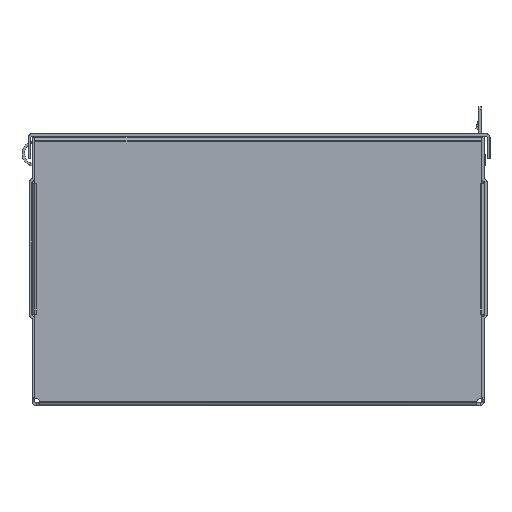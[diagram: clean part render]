
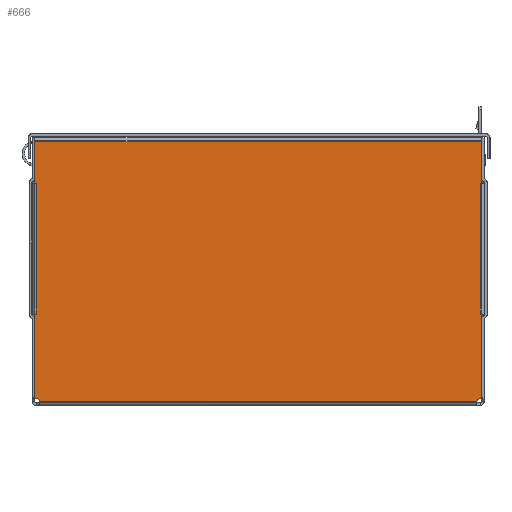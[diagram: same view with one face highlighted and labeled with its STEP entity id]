
A CAD part, left-side view. The second image highlights one B-rep face of the part: STEP entity #666.
In plain terms, the highlighted planar face has unit normal (-1, 0, 0).
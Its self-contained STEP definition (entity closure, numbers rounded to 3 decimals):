
#666 = ADVANCED_FACE( '', ( #1594 ), #1595, .F. );
#1594 = FACE_OUTER_BOUND( '', #2945, .T. );
#1595 = PLANE( '', #2946 );
#2945 = EDGE_LOOP( '', ( #4710, #4711, #4712, #4713, #4714, #4715, #4716, #4717, #4718, #4719, #4720, #4721, #4722, #4723, #4724, #4725, #4726, #4727 ) );
#2946 = AXIS2_PLACEMENT_3D( '', #4728, #4729, #4730 );
#4710 = ORIENTED_EDGE( '', *, *, #8015, .T. );
#4711 = ORIENTED_EDGE( '', *, *, #7709, .T. );
#4712 = ORIENTED_EDGE( '', *, *, #8016, .F. );
#4713 = ORIENTED_EDGE( '', *, *, #8017, .F. );
#4714 = ORIENTED_EDGE( '', *, *, #8018, .F. );
#4715 = ORIENTED_EDGE( '', *, *, #8019, .T. );
#4716 = ORIENTED_EDGE( '', *, *, #8020, .F. );
#4717 = ORIENTED_EDGE( '', *, *, #8021, .T. );
#4718 = ORIENTED_EDGE( '', *, *, #8004, .F. );
#4719 = ORIENTED_EDGE( '', *, *, #8022, .T. );
#4720 = ORIENTED_EDGE( '', *, *, #8023, .T. );
#4721 = ORIENTED_EDGE( '', *, *, #7854, .T. );
#4722 = ORIENTED_EDGE( '', *, *, #8024, .T. );
#4723 = ORIENTED_EDGE( '', *, *, #8025, .F. );
#4724 = ORIENTED_EDGE( '', *, *, #8026, .F. );
#4725 = ORIENTED_EDGE( '', *, *, #8027, .T. );
#4726 = ORIENTED_EDGE( '', *, *, #8028, .F. );
#4727 = ORIENTED_EDGE( '', *, *, #8029, .T. );
#4728 = CARTESIAN_POINT( '', ( -457.2, 887.26, 0. ) );
#4729 = DIRECTION( '', ( 1., 0., 0. ) );
#4730 = DIRECTION( '', ( 0., 0., -1. ) );
#7709 = EDGE_CURVE( '', #9094, #9095, #9096, .T. );
#7854 = EDGE_CURVE( '', #9349, #9356, #9358, .T. );
#8004 = EDGE_CURVE( '', #9606, #9602, #9608, .T. );
#8015 = EDGE_CURVE( '', #9627, #9094, #9628, .T. );
#8016 = EDGE_CURVE( '', #9629, #9095, #9630, .T. );
#8017 = EDGE_CURVE( '', #9631, #9629, #9632, .T. );
#8018 = EDGE_CURVE( '', #9633, #9631, #9634, .T. );
#8019 = EDGE_CURVE( '', #9633, #9635, #9636, .T. );
#8020 = EDGE_CURVE( '', #9637, #9635, #9638, .T. );
#8021 = EDGE_CURVE( '', #9637, #9602, #9639, .T. );
#8022 = EDGE_CURVE( '', #9606, #9293, #9640, .T. );
#8023 = EDGE_CURVE( '', #9293, #9349, #9641, .T. );
#8024 = EDGE_CURVE( '', #9356, #9642, #9643, .T. );
#8025 = EDGE_CURVE( '', #9644, #9642, #9645, .T. );
#8026 = EDGE_CURVE( '', #9441, #9644, #9646, .T. );
#8027 = EDGE_CURVE( '', #9441, #9647, #9648, .T. );
#8028 = EDGE_CURVE( '', #9649, #9647, #9650, .T. );
#8029 = EDGE_CURVE( '', #9649, #9627, #9651, .T. );
#9094 = VERTEX_POINT( '', #11122 );
#9095 = VERTEX_POINT( '', #11123 );
#9096 = LINE( '', #11124, #11125 );
#9293 = VERTEX_POINT( '', #11411 );
#9349 = VERTEX_POINT( '', #11499 );
#9356 = VERTEX_POINT( '', #11512 );
#9358 = CIRCLE( '', #11515, 2.896 );
#9441 = VERTEX_POINT( '', #11624 );
#9602 = VERTEX_POINT( '', #11870 );
#9606 = VERTEX_POINT( '', #11876 );
#9608 = LINE( '', #11879, #11880 );
#9627 = VERTEX_POINT( '', #11901 );
#9628 = LINE( '', #11902, #11903 );
#9629 = VERTEX_POINT( '', #11904 );
#9630 = LINE( '', #11905, #11906 );
#9631 = VERTEX_POINT( '', #11907 );
#9632 = LINE( '', #11908, #11909 );
#9633 = VERTEX_POINT( '', #11910 );
#9634 = LINE( '', #11911, #11912 );
#9635 = VERTEX_POINT( '', #11913 );
#9636 = LINE( '', #11914, #11915 );
#9637 = VERTEX_POINT( '', #11916 );
#9638 = LINE( '', #11917, #11918 );
#9639 = LINE( '', #11919, #11920 );
#9640 = CIRCLE( '', #11921, 2.896 );
#9641 = LINE( '', #11922, #11923 );
#9642 = VERTEX_POINT( '', #11924 );
#9643 = LINE( '', #11925, #11926 );
#9644 = VERTEX_POINT( '', #11927 );
#9645 = LINE( '', #11928, #11929 );
#9646 = LINE( '', #11930, #11931 );
#9647 = VERTEX_POINT( '', #11932 );
#9648 = LINE( '', #11933, #11934 );
#9649 = VERTEX_POINT( '', #11935 );
#9650 = LINE( '', #11936, #11937 );
#9651 = LINE( '', #11938, #11939 );
#11122 = CARTESIAN_POINT( '', ( -457.2, -127.061, 150.063 ) );
#11123 = CARTESIAN_POINT( '', ( -457.2, 127.061, 150.063 ) );
#11124 = CARTESIAN_POINT( '', ( -457.2, -127.061, 150.063 ) );
#11125 = VECTOR( '', #14090, 1000. );
#11411 = CARTESIAN_POINT( '', ( -457.2, 124.452, 2.337 ) );
#11499 = CARTESIAN_POINT( '', ( -457.2, -124.452, 2.337 ) );
#11512 = CARTESIAN_POINT( '', ( -457.2, -127.061, 4.289 ) );
#11515 = AXIS2_PLACEMENT_3D( '', #14283, #14284, #14285 );
#11624 = CARTESIAN_POINT( '', ( -457.2, -126.248, 52.019 ) );
#11870 = CARTESIAN_POINT( '', ( -457.2, 127.061, 52.017 ) );
#11876 = CARTESIAN_POINT( '', ( -457.2, 127.061, 4.289 ) );
#11879 = CARTESIAN_POINT( '', ( -457.2, 127.061, 2.337 ) );
#11880 = VECTOR( '', #14454, 1000. );
#11901 = CARTESIAN_POINT( '', ( -457.2, -127.061, 126.545 ) );
#11902 = CARTESIAN_POINT( '', ( -457.2, -127.061, 2.337 ) );
#11903 = VECTOR( '', #14475, 1000. );
#11904 = CARTESIAN_POINT( '', ( -457.2, 127.061, 126.545 ) );
#11905 = CARTESIAN_POINT( '', ( -457.2, 127.061, 2.337 ) );
#11906 = VECTOR( '', #14476, 1000. );
#11907 = CARTESIAN_POINT( '', ( -457.2, 126.248, 126.545 ) );
#11908 = CARTESIAN_POINT( '', ( -457.2, 127.061, 126.545 ) );
#11909 = VECTOR( '', #14477, 1000. );
#11910 = CARTESIAN_POINT( '', ( -457.2, 126.248, 126.543 ) );
#11911 = CARTESIAN_POINT( '', ( -457.2, 126.248, 126.545 ) );
#11912 = VECTOR( '', #14478, 1000. );
#11913 = CARTESIAN_POINT( '', ( -457.2, 126.248, 52.019 ) );
#11914 = CARTESIAN_POINT( '', ( -457.2, 126.248, 126.543 ) );
#11915 = VECTOR( '', #14479, 1000. );
#11916 = CARTESIAN_POINT( '', ( -457.2, 126.248, 52.017 ) );
#11917 = CARTESIAN_POINT( '', ( -457.2, 126.248, 126.545 ) );
#11918 = VECTOR( '', #14480, 1000. );
#11919 = CARTESIAN_POINT( '', ( -457.2, 127.061, 52.017 ) );
#11920 = VECTOR( '', #14481, 1000. );
#11921 = AXIS2_PLACEMENT_3D( '', #14482, #14483, #14484 );
#11922 = CARTESIAN_POINT( '', ( -457.2, 887.26, 2.337 ) );
#11923 = VECTOR( '', #14485, 1000. );
#11924 = CARTESIAN_POINT( '', ( -457.2, -127.061, 52.017 ) );
#11925 = CARTESIAN_POINT( '', ( -457.2, -127.061, 2.337 ) );
#11926 = VECTOR( '', #14486, 1000. );
#11927 = CARTESIAN_POINT( '', ( -457.2, -126.248, 52.017 ) );
#11928 = CARTESIAN_POINT( '', ( -457.2, -127.061, 52.017 ) );
#11929 = VECTOR( '', #14487, 1000. );
#11930 = CARTESIAN_POINT( '', ( -457.2, -126.248, 52.017 ) );
#11931 = VECTOR( '', #14488, 1000. );
#11932 = CARTESIAN_POINT( '', ( -457.2, -126.248, 126.543 ) );
#11933 = CARTESIAN_POINT( '', ( -457.2, -126.248, 52.019 ) );
#11934 = VECTOR( '', #14489, 1000. );
#11935 = CARTESIAN_POINT( '', ( -457.2, -126.248, 126.545 ) );
#11936 = CARTESIAN_POINT( '', ( -457.2, -126.248, 52.017 ) );
#11937 = VECTOR( '', #14490, 1000. );
#11938 = CARTESIAN_POINT( '', ( -457.2, -127.061, 126.545 ) );
#11939 = VECTOR( '', #14491, 1000. );
#14090 = DIRECTION( '', ( 0., 1., 0. ) );
#14283 = CARTESIAN_POINT( '', ( -457.2, -127.191, 1.397 ) );
#14284 = DIRECTION( '', ( 1., 0., 0. ) );
#14285 = DIRECTION( '', ( 0., -1., 0. ) );
#14454 = DIRECTION( '', ( 0., 0., 1. ) );
#14475 = DIRECTION( '', ( 0., 0., 1. ) );
#14476 = DIRECTION( '', ( 0., 0., 1. ) );
#14477 = DIRECTION( '', ( 0., 1., 0. ) );
#14478 = DIRECTION( '', ( 0., 0., 1. ) );
#14479 = DIRECTION( '', ( 0., 0., -1. ) );
#14480 = DIRECTION( '', ( 0., 0., 1. ) );
#14481 = DIRECTION( '', ( 0., 1., 0. ) );
#14482 = CARTESIAN_POINT( '', ( -457.2, 127.191, 1.397 ) );
#14483 = DIRECTION( '', ( 1., 0., 0. ) );
#14484 = DIRECTION( '', ( 0., 1., 0. ) );
#14485 = DIRECTION( '', ( 0., -1., 0. ) );
#14486 = DIRECTION( '', ( 0., 0., 1. ) );
#14487 = DIRECTION( '', ( 0., -1., 0. ) );
#14488 = DIRECTION( '', ( 0., 0., -1. ) );
#14489 = DIRECTION( '', ( 0., 0., 1. ) );
#14490 = DIRECTION( '', ( 0., 0., -1. ) );
#14491 = DIRECTION( '', ( 0., -1., 0. ) );
